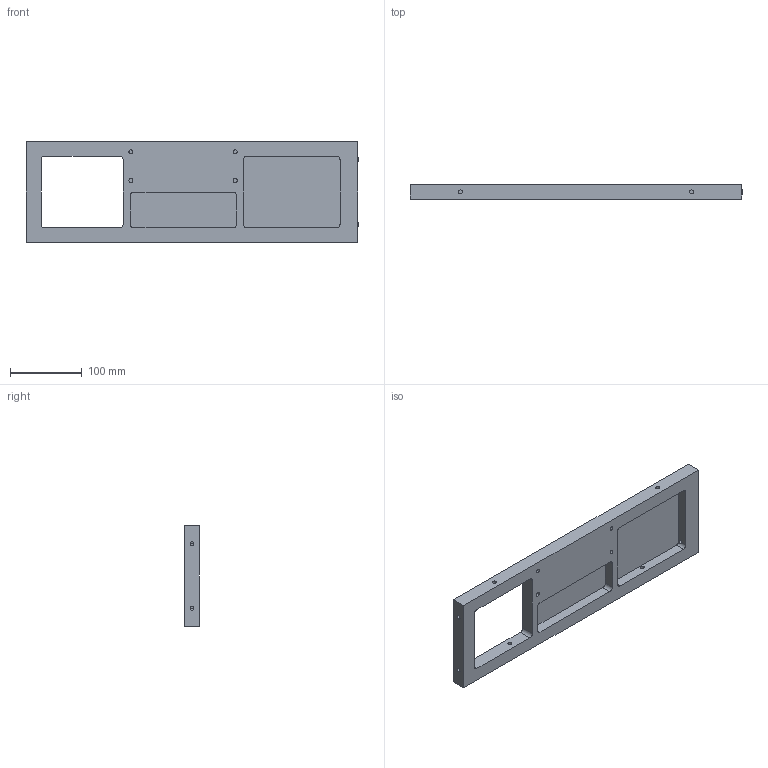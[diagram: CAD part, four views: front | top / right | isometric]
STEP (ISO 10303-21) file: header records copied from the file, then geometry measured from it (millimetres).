
FILE_DESCRIPTION (( 'STEP AP203' ), '1' );
FILE_NAME ('PB4.01.01.016 - top panel.STEP', '2020-04-23T19:00:13', ( '' ), ( '' ), 'SwSTEP 2.0', 'SolidWorks 2018', '' );
FILE_SCHEMA (( 'CONFIG_CONTROL_DESIGN' ));
Length unit declared in the file: millimetre
Products named in the file (1): PB4.01.01.016 - top panel
Bounding box: 461.61 x 20 x 140 mm (x, y, z)
Volume: 763545.2 mm3; surface area: 155132.1 mm2
Topology: 1 solids, 1 shells, 81 faces, 216 edges, 144 vertices
Faces by surface type: cylinder 48, plane 33
Entity records: 2791 total; most frequent: CARTESIAN_POINT 570, DIRECTION 468, ORIENTED_EDGE 432, EDGE_CURVE 216, AXIS2_PLACEMENT_3D 178, VERTEX_POINT 144, LINE 112, VECTOR 112
